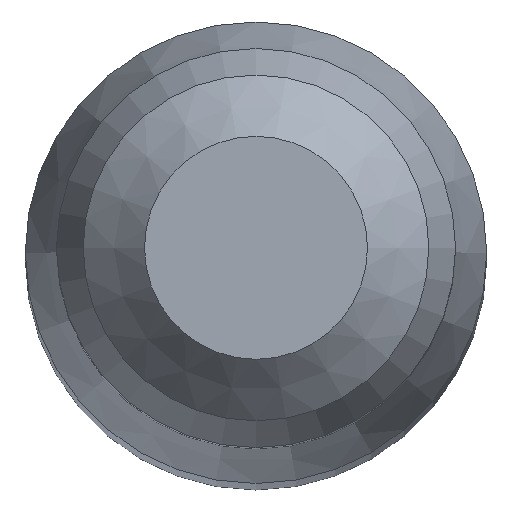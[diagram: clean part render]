
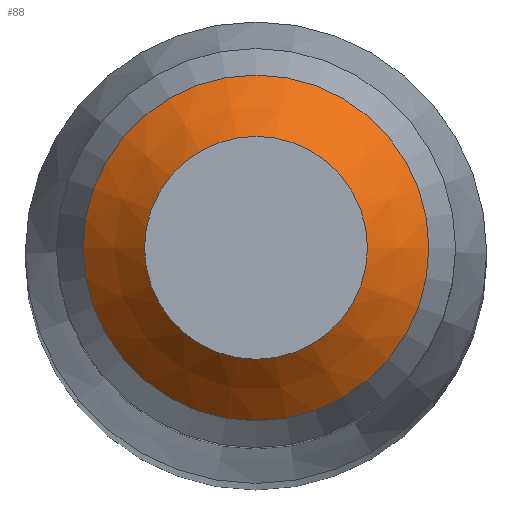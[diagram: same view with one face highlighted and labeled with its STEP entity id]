
A CAD part, top view. The second image highlights one B-rep face of the part: STEP entity #88.
In plain terms, the highlighted conical face has half-angle 45 degrees and reference radius 1.628 mm.
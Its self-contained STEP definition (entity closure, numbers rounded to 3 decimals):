
#88=ADVANCED_FACE('',(#116,#117),#94,.T.);
#94=CONICAL_SURFACE('',#763,1.628,45.);
#116=FACE_BOUND('',#150,.T.);
#117=FACE_BOUND('',#151,.T.);
#150=EDGE_LOOP('',(#222));
#151=EDGE_LOOP('',(#223));
#222=ORIENTED_EDGE('',*,*,#288,.F.);
#223=ORIENTED_EDGE('',*,*,#289,.F.);
#252=VERTEX_POINT('',#1072);
#253=VERTEX_POINT('',#1075);
#288=EDGE_CURVE('',#252,#252,#304,.T.);
#289=EDGE_CURVE('',#253,#253,#305,.T.);
#304=CIRCLE('',#760,0.865);
#305=CIRCLE('',#762,1.341);
#760=AXIS2_PLACEMENT_3D('',#1071,#903,#904);
#762=AXIS2_PLACEMENT_3D('',#1074,#907,#908);
#763=AXIS2_PLACEMENT_3D('',#1076,#909,#910);
#903=DIRECTION('',(0.,0.,1.));
#904=DIRECTION('',(-1.,0.,0.));
#907=DIRECTION('',(0.,0.,-1.));
#908=DIRECTION('',(1.,0.,0.));
#909=DIRECTION('',(0.,0.,-1.));
#910=DIRECTION('',(-1.,0.,0.));
#1071=CARTESIAN_POINT('',(0.,0.,56.1));
#1072=CARTESIAN_POINT('',(-0.865,0.,56.1));
#1074=CARTESIAN_POINT('',(0.,0.,55.624));
#1075=CARTESIAN_POINT('',(1.341,0.,55.624));
#1076=CARTESIAN_POINT('',(0.,0.,55.337));
